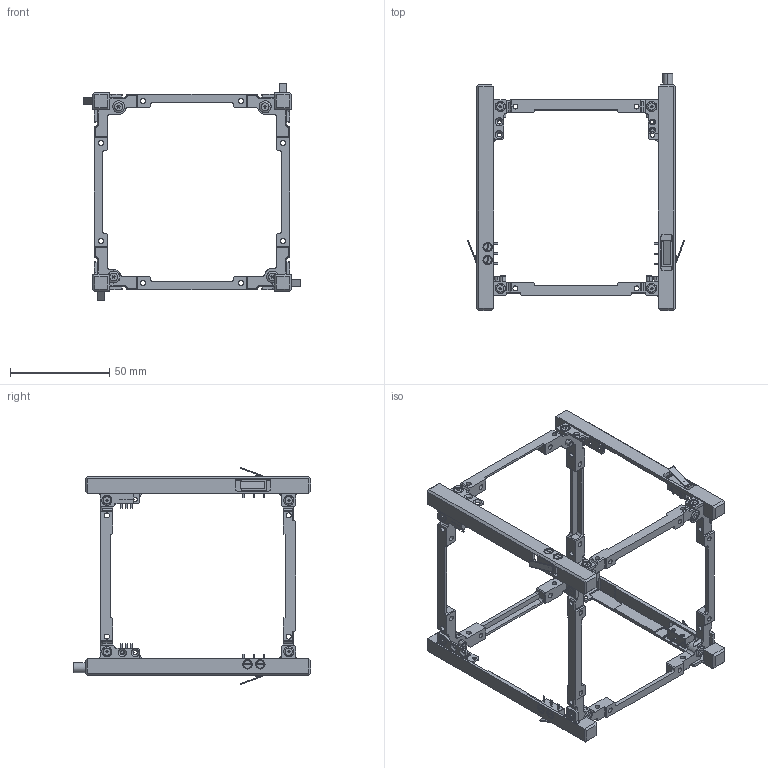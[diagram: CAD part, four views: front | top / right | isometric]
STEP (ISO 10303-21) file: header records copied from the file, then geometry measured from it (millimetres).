
FILE_DESCRIPTION((''),'2;1');
FILE_NAME('SM01_S','2020-01-29T10:22:53',('drastelli'),(''),'CREO PARAMETRIC BY PTC INC, 2018420','CREO PARAMETRIC BY PTC INC, 2018420','');
FILE_SCHEMA(('CONFIG_CONTROL_DESIGN'));
Products named in the file (1): SM01_S
Bounding box: 109.5 x 119.35 x 109.5 mm (x, y, z)
Volume: 33688.7 mm3; surface area: 39795.8 mm2
Topology: 10 solids, 10 shells, 2371 faces, 6225 edges, 3864 vertices
Faces by surface type: plane 1312, cylinder 685, cone 262, torus 64, sphere 48
Entity records: 74519 total; most frequent: CARTESIAN_POINT 15392, DIRECTION 12492, ORIENTED_EDGE 12246, EDGE_CURVE 6123, AXIS2_PLACEMENT_3D 4268, VECTOR 3956, LINE 3956, VERTEX_POINT 3861
